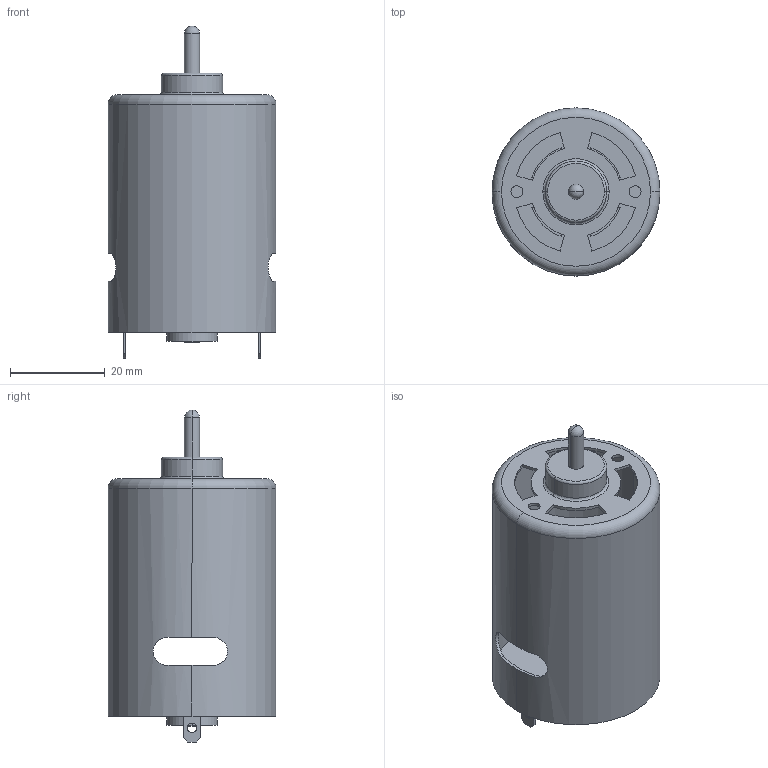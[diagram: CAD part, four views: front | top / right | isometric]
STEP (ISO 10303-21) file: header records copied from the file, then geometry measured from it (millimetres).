
FILE_DESCRIPTION((''),'2;1');
FILE_NAME('RS540_Motor.stp','2007-01-11T00:55:27',('uidk0133'),(''),'Autodesk Inventor (R) 6.0','Autodesk Inventor (R) 6.0','');
FILE_SCHEMA(('AUTOMOTIVE_DESIGN { 1 0 10303 214 1 1 1 1 }'));
Length unit declared in the file: millimetre
Products named in the file (1): RS540_Motor
Bounding box: 35.5 x 35.5 x 70.2 mm (x, y, z)
Volume: 5430.5 mm3; surface area: 14600.3 mm2
Topology: 1 solids, 1 shells, 104 faces, 266 edges, 173 vertices
Faces by surface type: plane 43, cylinder 42, bspline 11, torus 6, sphere 2
Entity records: 3479 total; most frequent: CARTESIAN_POINT 851, DIRECTION 560, ORIENTED_EDGE 526, EDGE_CURVE 263, AXIS2_PLACEMENT_3D 211, VERTEX_POINT 172, VECTOR 138, LINE 138
